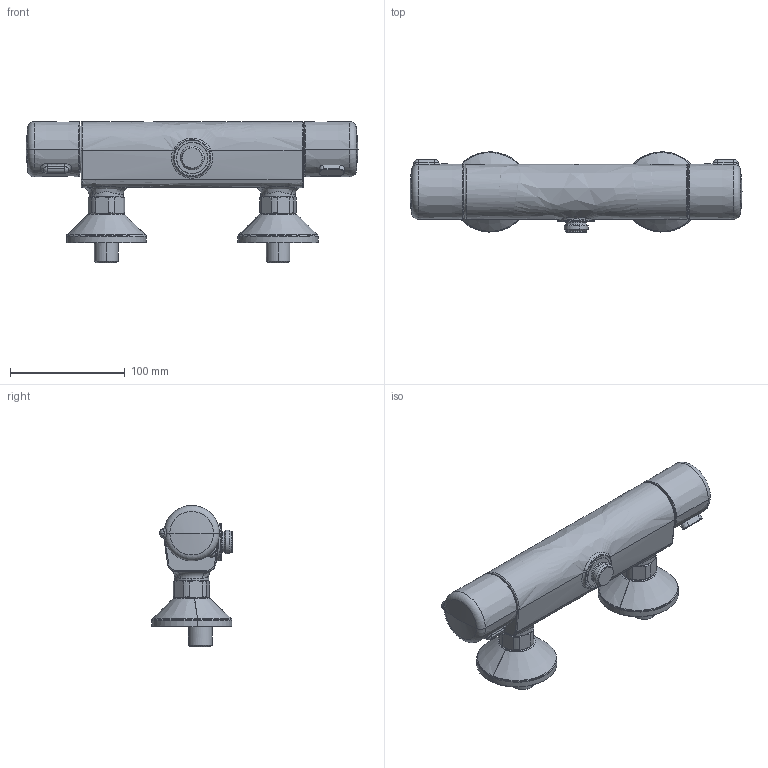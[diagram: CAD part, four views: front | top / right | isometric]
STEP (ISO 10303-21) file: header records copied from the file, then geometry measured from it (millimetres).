
FILE_DESCRIPTION (( 'STEP AP203' ), '1' );
FILE_NAME ('7460U-33(2020)+5815017133(2020).STEP', '2020-11-30T10:28:43', ( '' ), ( '' ), 'SwSTEP 2.0', 'SolidWorks 2016', '' );
FILE_SCHEMA (( 'CONFIG_CONTROL_DESIGN' ));
Length unit declared in the file: millimetre
Products named in the file (1): 7460U-33(2020)+5815017133(2020)
Bounding box: 289.8 x 70.19 x 123.08 mm (x, y, z)
Volume: 705970.7 mm3; surface area: 89485.7 mm2
Topology: 1 solids, 3 shells, 269 faces, 623 edges, 370 vertices
Faces by surface type: cone 60, cylinder 60, bspline 58, plane 51, torus 26, sphere 14
Entity records: 14899 total; most frequent: CARTESIAN_POINT 9172, ORIENTED_EDGE 1238, DIRECTION 1121, EDGE_CURVE 619, AXIS2_PLACEMENT_3D 502, VERTEX_POINT 368, CIRCLE 290, EDGE_LOOP 281
